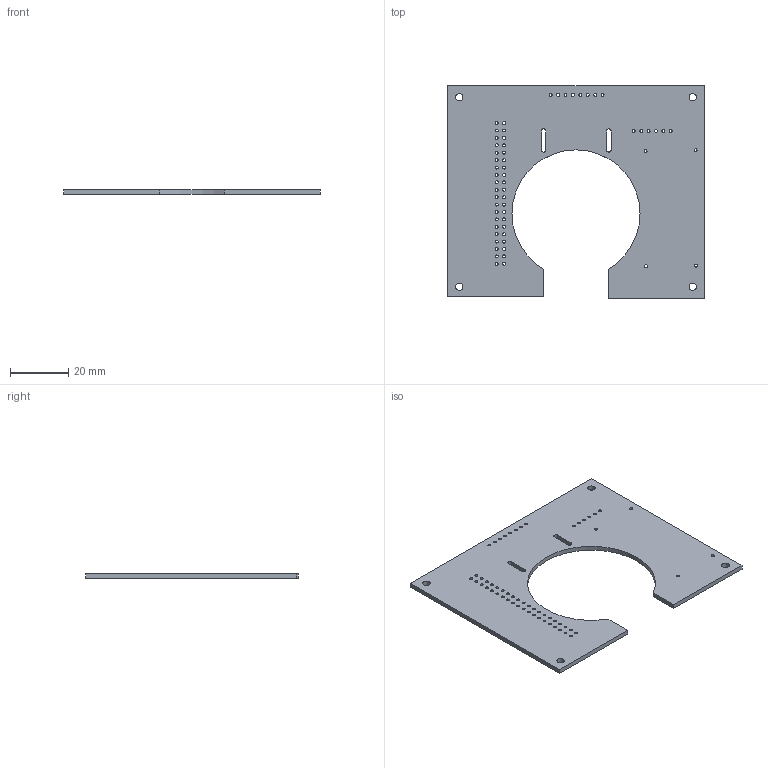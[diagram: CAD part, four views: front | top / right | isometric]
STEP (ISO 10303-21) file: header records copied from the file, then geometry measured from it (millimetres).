
FILE_DESCRIPTION(('KiCad electronic assembly'),'2;1');
FILE_NAME('CubeSat.step','2022-09-22T17:01:41',('Pcbnew'),('Kicad'), 'Open CASCADE STEP processor 7.5','KiCad to STEP converter','Unknown' );
FILE_SCHEMA(('AUTOMOTIVE_DESIGN { 1 0 10303 214 1 1 1 1 }'));
Length unit declared in the file: millimetre
Products named in the file (2): CubeSat 1; CubeSat PCB
Assembly tree (1 placements, depth 2):
  CubeSat 1
    CubeSat PCB
Bounding box: 88 x 73 x 1.6 mm (x, y, z)
Volume: 7406.4 mm3; surface area: 10350.7 mm2
Topology: 1 solids, 1 shells, 80 faces, 234 edges, 156 vertices
Faces by surface type: cylinder 67, plane 13
Full cylindrical faces by diameter (mm): 1 x58, 2.5 x4
Entity records: 6077 total; most frequent: DIRECTION 1000, CARTESIAN_POINT 940, ORIENTED_EDGE 468, PCURVE 468, DEFINITIONAL_REPRESENTATION 468, LINE 434, VECTOR 434, CIRCLE 268
